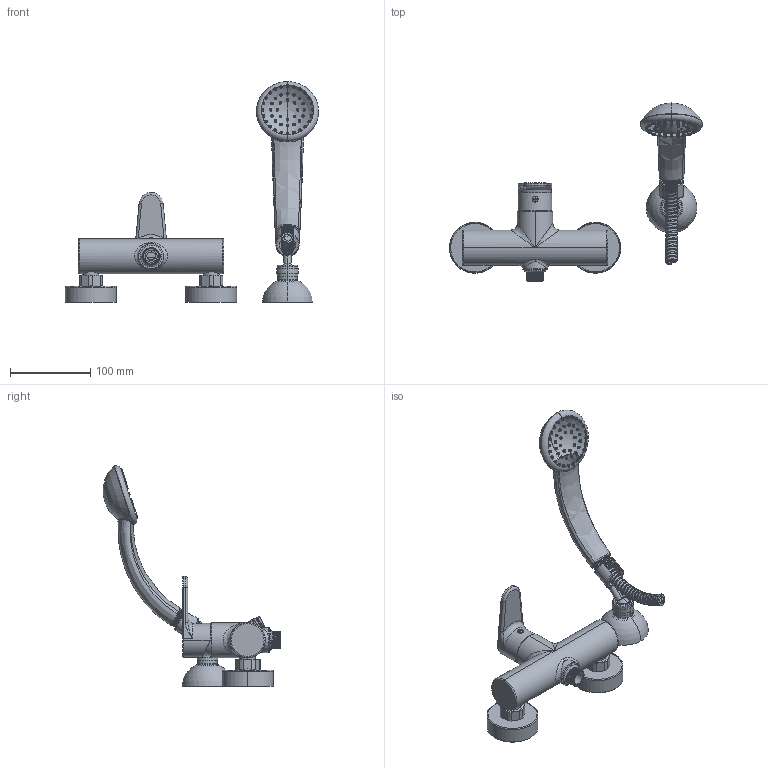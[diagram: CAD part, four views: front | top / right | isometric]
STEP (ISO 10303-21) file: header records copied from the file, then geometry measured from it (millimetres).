
FILE_DESCRIPTION((''),'2;1');
FILE_NAME('GR168DCR_ASM','2021-01-14T13:15:20',('ut3'),('PAFFONI SpA'),'CREO PARAMETRIC BY PTC INC, 2020044','CREO PARAMETRIC BY PTC INC, 2020044','');
FILE_SCHEMA(('CONFIG_CONTROL_DESIGN','SHAPE_APPEARANCE_LAYERS_GROUPS'));
Products named in the file (23): 3021228TO; 2081068CR; 4061237CR; 2091105CR; 2041456GR; 2092019_AF0; 5002047CR_ASM; 1000420GR; 2092033_AF0; 5003010CR_ASM; 2051002CR; 4061167CR; 2091168; 4061185CR_ASM; 5001128_CORPO; 5001128_GUARNIZIONE; 5001128_GANCIO; 5001128_ANTIFRIZIONE; 5001128_GHIERA; 5001128CR_ASM; 4071007CR; 4071534CR; GR168DCR_ASM
Assembly tree (25 placements, depth 3):
  GR168DCR_ASM
    3021228TO
    2081068CR
    4061237CR
    2091105CR
    5002047CR_ASM
      2041456GR
      2092019_AF0
    5003010CR_ASM  x2
      1000420GR
      2092033_AF0
    2051002CR  x2
    4061185CR_ASM  x2
      4061167CR
      2091168
    5001128CR_ASM
      5001128_CORPO
      5001128_GUARNIZIONE
      5001128_GANCIO
      5001128_ANTIFRIZIONE
      5001128_GHIERA
    4071007CR
    4071534CR
Bounding box: 315.46 x 221.51 x 274.85 mm (x, y, z)
Volume: 403154.3 mm3; surface area: 199337.7 mm2
Topology: 23 solids, 41 shells, 1228 faces, 2956 edges, 1884 vertices
Faces by surface type: cylinder 504, plane 450, cone 95, bspline 94, torus 71, sphere 14
Entity records: 66057 total; most frequent: CARTESIAN_POINT 25958, DIRECTION 5798, ORIENTED_EDGE 5304, PRESENTATION_STYLE_ASSIGNMENT 3423, STYLED_ITEM 3421, CURVE_STYLE 2680, EDGE_CURVE 2680, AXIS2_PLACEMENT_3D 2314
